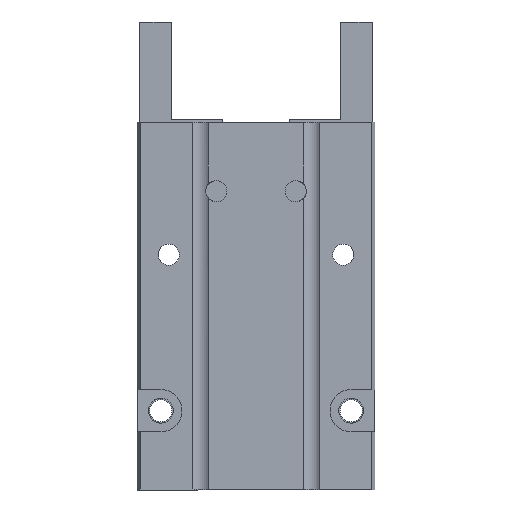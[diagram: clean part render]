
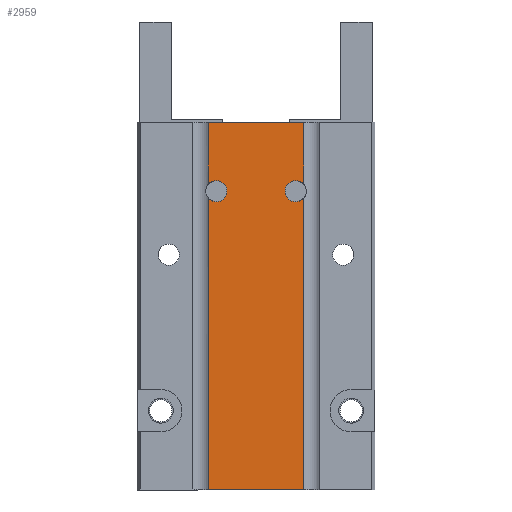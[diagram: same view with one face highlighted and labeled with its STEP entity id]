
A CAD part, front view. The second image highlights one B-rep face of the part: STEP entity #2959.
In plain terms, the highlighted planar face has unit normal (0, -1, 0).
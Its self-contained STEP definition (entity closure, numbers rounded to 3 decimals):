
#1308=CARTESIAN_POINT('',(-9.,-13.,55.177)
);
#1309=VERTEX_POINT('Vertex54',#1308);
#1316=CARTESIAN_POINT('',(-9.,-13.,57.823)
);
#1317=VERTEX_POINT('Vertex56',#1316);
#1318=CARTESIAN_POINT('',(-7.5,-13.,56.5));
#1319=DIRECTION('',(0.,1.,0.));
#1320=DIRECTION('',(-0.75,0.,0.661));
#1321=AXIS2_PLACEMENT_3D('',#1318,#1319,#1320);
#1322=CIRCLE('nurbsCrv75',#1321,2.);
#1323=EDGE_CURVE('Edge75',#1317,#1309,#1322,.T.);
#2643=CARTESIAN_POINT('',(9.,-13.,55.177)
);
#2644=VERTEX_POINT('Vertex143',#2643);
#2645=CARTESIAN_POINT('',(5.5,-13.,56.5));
#2646=VERTEX_POINT('Vertex337',#2645);
#2647=CARTESIAN_POINT('',(7.5,-13.,56.5));
#2648=DIRECTION('',(0.,1.,0.));
#2649=DIRECTION('',(0.75,0.,-0.661
));
#2650=AXIS2_PLACEMENT_3D('',#2647,#2648,#2649);
#2651=CIRCLE('nurbsCrv916',#2650,2.);
#2652=EDGE_CURVE('Edge500',#2644,#2646,#2651,.T.);
#2803=CARTESIAN_POINT('',(9.,-13.,57.823)
);
#2804=VERTEX_POINT('Vertex153',#2803);
#2811=CARTESIAN_POINT('',(7.5,-13.,56.5));
#2812=DIRECTION('',(0.,1.,0.));
#2813=DIRECTION('',(-1.,0.,0.));
#2814=AXIS2_PLACEMENT_3D('',#2811,#2812,#2813);
#2815=CIRCLE('nurbsCrv917',#2814,2.);
#2816=EDGE_CURVE('Edge501',#2646,#2804,#2815,.T.);
#2905=CARTESIAN_POINT('',(9.,-13.,
0.));
#2906=VERTEX_POINT('Vertex158',#2905);
#2907=CARTESIAN_POINT('',(9.,-13.,27.589)
);
#2908=DIRECTION('',(0.,0.,1.));
#2909=VECTOR('',#2908,1.);
#2910=LINE('nurbsCrv198',#2907,#2909);
#2911=EDGE_CURVE('Edge198',#2906,#2644,#2910,.T.);
#2912=ORIENTED_EDGE('Edgeuse321',*,*,#2911,.T.);
#2913=ORIENTED_EDGE('Edgeuse1000',*,*,#2652,.T.);
#2914=ORIENTED_EDGE('Edgeuse1002',*,*,#2816,.T.);
#2915=CARTESIAN_POINT('',(9.,-13.,69.5));
#2916=VERTEX_POINT('Vertex159',#2915);
#2917=CARTESIAN_POINT('',(9.,-13.,63.661)
);
#2918=DIRECTION('',(0.,0.,1.));
#2919=VECTOR('',#2918,1.);
#2920=LINE('nurbsCrv199',#2917,#2919);
#2921=EDGE_CURVE('Edge199',#2804,#2916,#2920,.T.);
#2922=ORIENTED_EDGE('Edgeuse323',*,*,#2921,.T.);
#2923=CARTESIAN_POINT('',(-9.,-13.,69.5));
#2924=VERTEX_POINT('Vertex160',#2923);
#2925=CARTESIAN_POINT('',(0.,-13.,69.5));
#2926=DIRECTION('',(-1.,0.,0.));
#2927=VECTOR('',#2926,1.);
#2928=LINE('nurbsCrv200',#2925,#2927);
#2929=EDGE_CURVE('Edge200',#2916,#2924,#2928,.T.);
#2930=ORIENTED_EDGE('Edgeuse324',*,*,#2929,.T.);
#2931=CARTESIAN_POINT('',(-9.,-13.,63.661)
);
#2932=DIRECTION('',(0.,0.,-1.));
#2933=VECTOR('',#2932,1.);
#2934=LINE('nurbsCrv201',#2931,#2933);
#2935=EDGE_CURVE('Edge201',#2924,#1317,#2934,.T.);
#2936=ORIENTED_EDGE('Edgeuse325',*,*,#2935,.T.);
#2937=ORIENTED_EDGE('Edgeuse326',*,*,#1323,.T.);
#2938=CARTESIAN_POINT('',(-9.,-13.,0.));
#2939=VERTEX_POINT('Vertex161',#2938);
#2940=CARTESIAN_POINT('',(-9.,-13.,27.589)
);
#2941=DIRECTION('',(0.,0.,-1.));
#2942=VECTOR('',#2941,1.);
#2943=LINE('nurbsCrv202',#2940,#2942);
#2944=EDGE_CURVE('Edge202',#1309,#2939,#2943,.T.);
#2945=ORIENTED_EDGE('Edgeuse327',*,*,#2944,.T.);
#2946=CARTESIAN_POINT('',(0.,-13.,
0.));
#2947=DIRECTION('',(-1.,0.,0.));
#2948=VECTOR('',#2947,1.);
#2949=LINE('nurbsCrv203',#2946,#2948);
#2950=EDGE_CURVE('Edge203',#2906,#2939,#2949,.T.);
#2951=ORIENTED_EDGE('Edgeuse328',*,*,#2950,.F.);
#2952=EDGE_LOOP('',(#2912,#2913,#2914,#2922,#2930,#2936,#2937,#2945,#2951));
#2953=FACE_OUTER_BOUND('',#2952,.T.);
#2954=CARTESIAN_POINT('',(0.,-13.,34.75));
#2955=DIRECTION('',(0.,-1.,0.));
#2956=DIRECTION('',(1.,0.,0.));
#2957=AXIS2_PLACEMENT_3D('',#2954,#2955,#2956);
#2958=PLANE('nurbsSrf63',#2957);
#2959=ADVANCED_FACE('Face63',(#2953),#2958,.T.);
